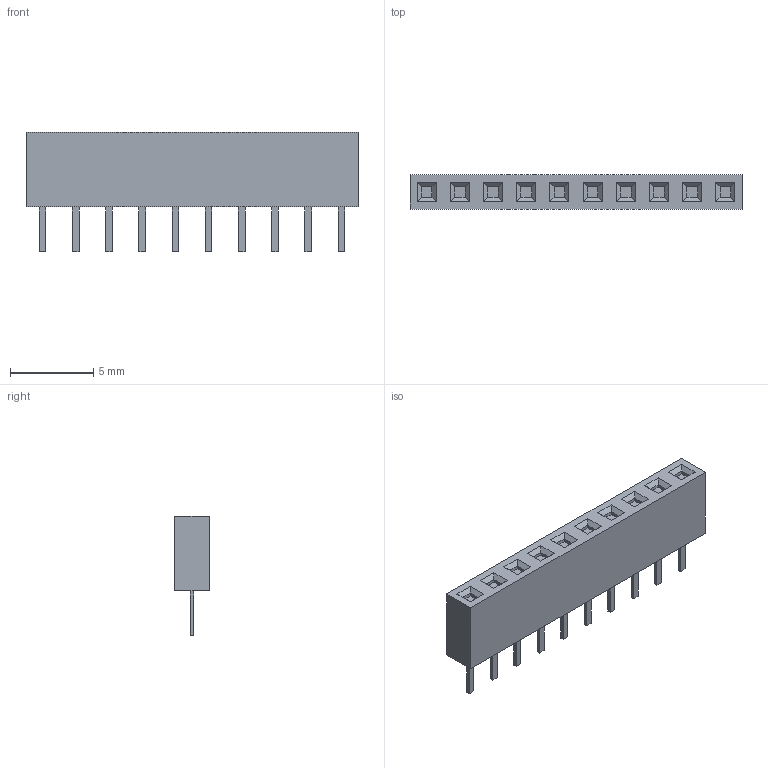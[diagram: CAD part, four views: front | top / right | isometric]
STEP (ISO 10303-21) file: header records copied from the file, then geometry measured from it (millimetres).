
FILE_DESCRIPTION((''),'2;1');
FILE_NAME('C-1-2314876-0','2021-07-19T13:41:41',('workeradm'),('TE Connectivity Ltd.'),'CREO PARAMETRIC BY PTC INC, 2019292','CREO PARAMETRIC BY PTC INC, 2019292','');
FILE_SCHEMA(('AUTOMOTIVE_DESIGN { 1 0 10303 214 1 1 1 1 }'));
Length unit declared in the file: millimetre
Products named in the file (1): C-1-2314876-0
Bounding box: 20 x 2.06 x 7.2 mm (x, y, z)
Volume: 184.6 mm3; surface area: 322.3 mm2
Topology: 1 solids, 1 shells, 146 faces, 332 edges, 208 vertices
Faces by surface type: plane 146
Entity records: 4280 total; most frequent: CARTESIAN_POINT 688, ORIENTED_EDGE 664, DIRECTION 624, VECTOR 332, LINE 332, EDGE_CURVE 332, VERTEX_POINT 208, EDGE_LOOP 166
